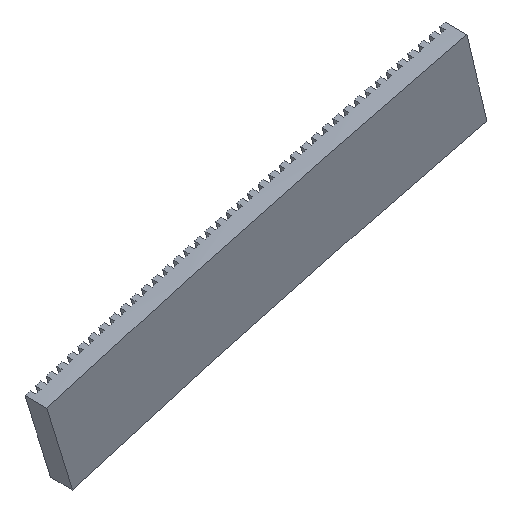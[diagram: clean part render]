
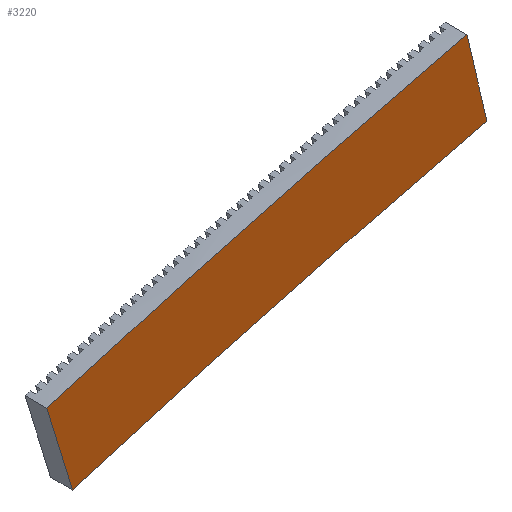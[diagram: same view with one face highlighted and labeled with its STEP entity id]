
A CAD part, isometric view. The second image highlights one B-rep face of the part: STEP entity #3220.
In plain terms, the highlighted planar face has unit normal (0, -1, 0).
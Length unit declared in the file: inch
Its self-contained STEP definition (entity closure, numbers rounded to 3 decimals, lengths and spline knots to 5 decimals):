
#175=CIRCLE('',#3554,909.25);
#176=CIRCLE('',#3556,897.25);
#336=FACE_OUTER_BOUND('',#498,.T.);
#498=EDGE_LOOP('',(#2733,#2734,#2735,#2736));
#815=LINE('',#5474,#1135);
#819=LINE('',#5483,#1139);
#1135=VECTOR('',#4507,0.3937);
#1139=VECTOR('',#4517,0.3937);
#1457=VERTEX_POINT('',#5472);
#1458=VERTEX_POINT('',#5473);
#1459=VERTEX_POINT('',#5478);
#1460=VERTEX_POINT('',#5482);
#1933=EDGE_CURVE('',#1457,#1458,#815,.T.);
#1936=EDGE_CURVE('',#1457,#1459,#175,.T.);
#1938=EDGE_CURVE('',#1460,#1459,#819,.T.);
#1939=EDGE_CURVE('',#1458,#1460,#176,.T.);
#2733=ORIENTED_EDGE('',*,*,#1938,.T.);
#2734=ORIENTED_EDGE('',*,*,#1936,.F.);
#2735=ORIENTED_EDGE('',*,*,#1933,.T.);
#2736=ORIENTED_EDGE('',*,*,#1939,.T.);
#3059=PLANE('',#3555);
#3220=ADVANCED_FACE('',(#336),#3059,.F.);
#3554=AXIS2_PLACEMENT_3D('',#5479,#4512,#4513);
#3555=AXIS2_PLACEMENT_3D('',#5481,#4515,#4516);
#3556=AXIS2_PLACEMENT_3D('',#5484,#4518,#4519);
#4507=DIRECTION('',(0.293,0.,-0.956));
#4512=DIRECTION('center_axis',(0.,1.,0.));
#4513=DIRECTION('ref_axis',(-0.293,0.,0.956));
#4515=DIRECTION('center_axis',(0.,1.,0.));
#4516=DIRECTION('ref_axis',(1.,0.,0.));
#4517=DIRECTION('',(-0.229,0.,0.973));
#4518=DIRECTION('center_axis',(0.,1.,0.));
#4519=DIRECTION('ref_axis',(-0.293,0.,0.956));
#5472=CARTESIAN_POINT('',(12.,0.25,181.47085));
#5473=CARTESIAN_POINT('',(15.51059,0.25,169.99584));
#5474=CARTESIAN_POINT('',(12.,0.25,181.47085));
#5478=CARTESIAN_POINT('',(69.68484,0.25,197.06517));
#5479=CARTESIAN_POINT('Origin',(278.,0.25,-688.));
#5481=CARTESIAN_POINT('Origin',(278.,0.25,195.62292));
#5482=CARTESIAN_POINT('',(72.43251,0.25,185.38398));
#5483=CARTESIAN_POINT('',(75.3064,0.25,173.16621));
#5484=CARTESIAN_POINT('Origin',(278.,0.25,-688.));
